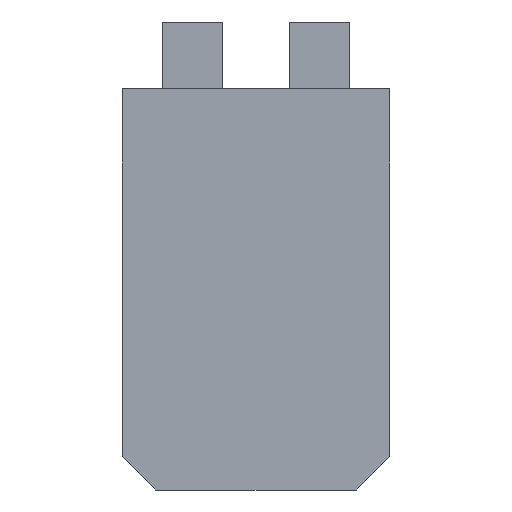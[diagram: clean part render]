
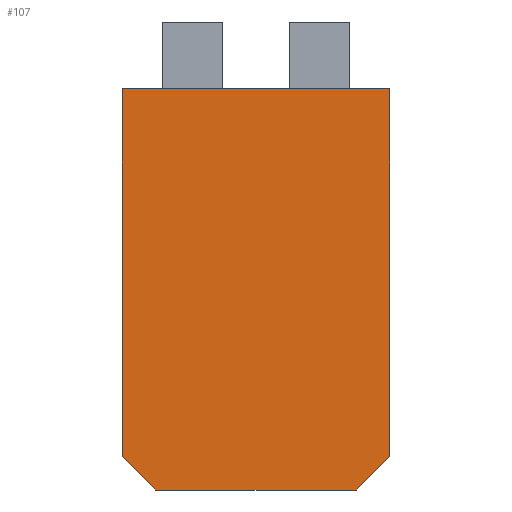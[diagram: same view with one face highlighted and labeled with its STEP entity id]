
A CAD part, front view. The second image highlights one B-rep face of the part: STEP entity #107.
In plain terms, the highlighted planar face has unit normal (0, -1, 0).
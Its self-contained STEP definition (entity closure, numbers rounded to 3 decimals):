
#107=ADVANCED_FACE('',(#177),#178,.T.);
#177=FACE_OUTER_BOUND('',#241,.T.);
#178=PLANE('',#242);
#241=EDGE_LOOP('',(#315,#316,#317,#318,#319,#320));
#242=AXIS2_PLACEMENT_3D('',#321,#322,#323);
#315=ORIENTED_EDGE('',*,*,#465,.T.);
#316=ORIENTED_EDGE('',*,*,#466,.T.);
#317=ORIENTED_EDGE('',*,*,#461,.F.);
#318=ORIENTED_EDGE('',*,*,#459,.T.);
#319=ORIENTED_EDGE('',*,*,#467,.T.);
#320=ORIENTED_EDGE('',*,*,#468,.T.);
#321=CARTESIAN_POINT('',(0.0,-28.0,0.0));
#322=DIRECTION('',(0.0,-1.0,0.0));
#323=DIRECTION('',(0.0,0.0,-1.0));
#459=EDGE_CURVE('',#526,#530,#532,.T.);
#461=EDGE_CURVE('',#526,#534,#535,.T.);
#465=EDGE_CURVE('',#540,#541,#542,.T.);
#466=EDGE_CURVE('',#541,#534,#543,.F.);
#467=EDGE_CURVE('',#530,#544,#545,.T.);
#468=EDGE_CURVE('',#544,#540,#546,.F.);
#526=VERTEX_POINT('',#623);
#530=VERTEX_POINT('',#629);
#532=LINE('',#632,#633);
#534=VERTEX_POINT('',#635);
#535=LINE('',#636,#637);
#540=VERTEX_POINT('',#644);
#541=VERTEX_POINT('',#645);
#542=LINE('',#646,#647);
#543=LINE('',#648,#649);
#544=VERTEX_POINT('',#650);
#545=LINE('',#651,#652);
#546=LINE('',#653,#654);
#623=CARTESIAN_POINT('',(4.0,-28.0,0.0));
#629=CARTESIAN_POINT('',(-4.0,-28.0,0.0));
#632=CARTESIAN_POINT('',(0.0,-28.0,0.0));
#633=VECTOR('',#739,1.0);
#635=CARTESIAN_POINT('',(4.0,-28.0,-11.0));
#636=CARTESIAN_POINT('',(4.0,-28.0,0.0));
#637=VECTOR('',#740,1.0);
#644=CARTESIAN_POINT('',(-3.0,-28.0,-12.0));
#645=CARTESIAN_POINT('',(3.0,-28.0,-12.0));
#646=CARTESIAN_POINT('',(0.0,-28.0,-12.0));
#647=VECTOR('',#743,1.0);
#648=CARTESIAN_POINT('',(7.5,-28.0,-7.5));
#649=VECTOR('',#744,1.0);
#650=CARTESIAN_POINT('',(-4.0,-28.0,-11.0));
#651=CARTESIAN_POINT('',(-4.0,-28.0,0.0));
#652=VECTOR('',#745,1.0);
#653=CARTESIAN_POINT('',(-7.5,-28.0,-7.5));
#654=VECTOR('',#746,1.0);
#739=DIRECTION('',(-1.0,0.0,0.0));
#740=DIRECTION('',(0.0,0.0,-1.0));
#743=DIRECTION('',(1.0,0.0,0.0));
#744=DIRECTION('',(-0.707,0.0,-0.707));
#745=DIRECTION('',(0.0,0.0,-1.0));
#746=DIRECTION('',(-0.707,0.0,0.707));
